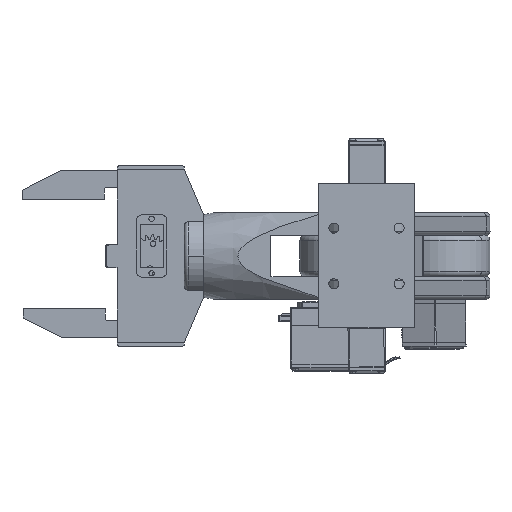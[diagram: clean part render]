
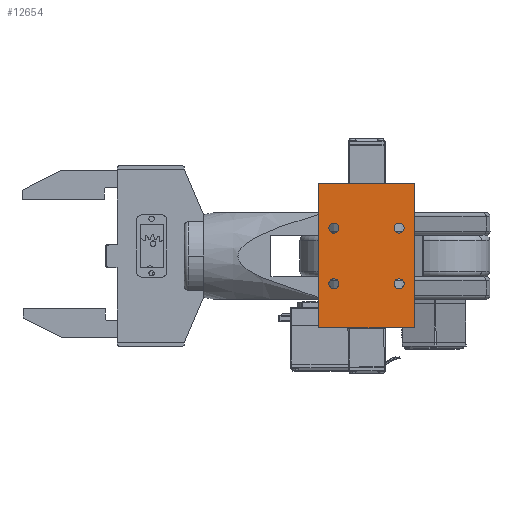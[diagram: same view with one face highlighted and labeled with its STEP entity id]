
A CAD part, front view. The second image highlights one B-rep face of the part: STEP entity #12654.
In plain terms, the highlighted planar face has unit normal (0, -1, 0).
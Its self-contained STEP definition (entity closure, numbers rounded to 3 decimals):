
#393 = EDGE_CURVE ( 'NONE', #65458, #19028, #4460, .T. ) ;
#458 = CIRCLE ( 'NONE', #1654, 2.6 ) ;
#1654 = AXIS2_PLACEMENT_3D ( 'NONE', #44026, #15791, #16151 ) ;
#2269 = DIRECTION ( 'NONE',  ( 0., 1., 0. ) ) ;
#3222 = DIRECTION ( 'NONE',  ( 0., 1., 0. ) ) ;
#4460 = LINE ( 'NONE', #49259, #45426 ) ;
#4840 = DIRECTION ( 'NONE',  ( 0., 1., 0. ) ) ;
#5092 = CARTESIAN_POINT ( 'NONE',  ( 0., 0., 2.5 ) ) ;
#6693 = LINE ( 'NONE', #63242, #13151 ) ;
#7760 = CARTESIAN_POINT ( 'NONE',  ( 0., 0., 80. ) ) ;
#9665 = CIRCLE ( 'NONE', #43619, 2.6 ) ;
#9714 = CIRCLE ( 'NONE', #50777, 2.6 ) ;
#10709 = DIRECTION ( 'NONE',  ( 0., 0., 1. ) ) ;
#11624 = VERTEX_POINT ( 'NONE', #23947 ) ;
#11798 = ORIENTED_EDGE ( 'NONE', *, *, #56750, .T. ) ;
#12654 = ADVANCED_FACE ( 'NONE', ( #70475, #20585, #20231, #42614, #42980 ), #52935, .F. ) ;
#12705 = VECTOR ( 'NONE', #32763, 1000. ) ;
#13151 = VECTOR ( 'NONE', #68362, 1000. ) ;
#13719 = CARTESIAN_POINT ( 'NONE',  ( 42., 0., 54.5 ) ) ;
#14674 = ORIENTED_EDGE ( 'NONE', *, *, #18896, .T. ) ;
#15160 = DIRECTION ( 'NONE',  ( 0., 0., 1. ) ) ;
#15279 = CARTESIAN_POINT ( 'NONE',  ( 8., 0., 22.9 ) ) ;
#15454 = DIRECTION ( 'NONE',  ( 0., 1., 0. ) ) ;
#15735 = CIRCLE ( 'NONE', #56774, 2.6 ) ;
#15791 = DIRECTION ( 'NONE',  ( 0., 1., 0. ) ) ;
#15903 = DIRECTION ( 'NONE',  ( 0., 1., 0. ) ) ;
#16151 = DIRECTION ( 'NONE',  ( 0., 0., 1. ) ) ;
#16235 = CARTESIAN_POINT ( 'NONE',  ( 8., 0., 25.5 ) ) ;
#17040 = EDGE_CURVE ( 'NONE', #35308, #54084, #37073, .T. ) ;
#17732 = ORIENTED_EDGE ( 'NONE', *, *, #57275, .T. ) ;
#18896 = EDGE_CURVE ( 'NONE', #54084, #35308, #15735, .T. ) ;
#19028 = VERTEX_POINT ( 'NONE', #5092 ) ;
#19444 = VERTEX_POINT ( 'NONE', #46697 ) ;
#20222 = EDGE_CURVE ( 'NONE', #68257, #19028, #61073, .T. ) ;
#20231 = FACE_BOUND ( 'NONE', #49482, .T. ) ;
#20585 = FACE_BOUND ( 'NONE', #52721, .T. ) ;
#22080 = EDGE_CURVE ( 'NONE', #19444, #65677, #58509, .T. ) ;
#22171 = DIRECTION ( 'NONE',  ( 0., 0., 1. ) ) ;
#23947 = CARTESIAN_POINT ( 'NONE',  ( 8., 0., 28.1 ) ) ;
#24315 = CARTESIAN_POINT ( 'NONE',  ( 50., 0., 77.5 ) ) ;
#24615 = DIRECTION ( 'NONE',  ( 0., 0., 1. ) ) ;
#24994 = ORIENTED_EDGE ( 'NONE', *, *, #22080, .T. ) ;
#25122 = DIRECTION ( 'NONE',  ( -1., 0., 0. ) ) ;
#26612 = CARTESIAN_POINT ( 'NONE',  ( 8., 0., 57.1 ) ) ;
#26904 = CARTESIAN_POINT ( 'NONE',  ( 0., 0., 80. ) ) ;
#27218 = ORIENTED_EDGE ( 'NONE', *, *, #36774, .F. ) ;
#27446 = VECTOR ( 'NONE', #25122, 1000. ) ;
#28062 = VERTEX_POINT ( 'NONE', #26612 ) ;
#30393 = CARTESIAN_POINT ( 'NONE',  ( 42., 0., 57.1 ) ) ;
#32022 = CARTESIAN_POINT ( 'NONE',  ( 42., 0., 25.5 ) ) ;
#32358 = ORIENTED_EDGE ( 'NONE', *, *, #38874, .T. ) ;
#32763 = DIRECTION ( 'NONE',  ( 0., 0., -1. ) ) ;
#32771 = CIRCLE ( 'NONE', #49218, 2.6 ) ;
#32798 = CARTESIAN_POINT ( 'NONE',  ( 42., 0., 54.5 ) ) ;
#34010 = ORIENTED_EDGE ( 'NONE', *, *, #48749, .T. ) ;
#34062 = ORIENTED_EDGE ( 'NONE', *, *, #38165, .T. ) ;
#35308 = VERTEX_POINT ( 'NONE', #39723 ) ;
#36774 = EDGE_CURVE ( 'NONE', #45211, #65458, #6693, .T. ) ;
#37073 = CIRCLE ( 'NONE', #53513, 2.6 ) ;
#37810 = DIRECTION ( 'NONE',  ( 0., 0., 1. ) ) ;
#38165 = EDGE_CURVE ( 'NONE', #11624, #53803, #9665, .T. ) ;
#38224 = DIRECTION ( 'NONE',  ( 0., 0., 1. ) ) ;
#38260 = DIRECTION ( 'NONE',  ( 0., 0., 1. ) ) ;
#38874 = EDGE_CURVE ( 'NONE', #65677, #19444, #9714, .T. ) ;
#39723 = CARTESIAN_POINT ( 'NONE',  ( 42., 0., 22.9 ) ) ;
#40576 = CARTESIAN_POINT ( 'NONE',  ( 0., 0., 77.5 ) ) ;
#41653 = EDGE_LOOP ( 'NONE', ( #34062, #11798 ) ) ;
#42117 = CARTESIAN_POINT ( 'NONE',  ( 8., 0., 54.5 ) ) ;
#42352 = CARTESIAN_POINT ( 'NONE',  ( 42., 0., 28.1 ) ) ;
#42614 = FACE_BOUND ( 'NONE', #41653, .T. ) ;
#42980 = FACE_OUTER_BOUND ( 'NONE', #64330, .T. ) ;
#43013 = DIRECTION ( 'NONE',  ( -1., 0., 0. ) ) ;
#43619 = AXIS2_PLACEMENT_3D ( 'NONE', #16235, #4840, #38224 ) ;
#44026 = CARTESIAN_POINT ( 'NONE',  ( 8., 0., 25.5 ) ) ;
#44109 = CARTESIAN_POINT ( 'NONE',  ( 42., 0., 25.5 ) ) ;
#45211 = VERTEX_POINT ( 'NONE', #24315 ) ;
#45426 = VECTOR ( 'NONE', #43013, 1000. ) ;
#45496 = EDGE_LOOP ( 'NONE', ( #55957, #34010 ) ) ;
#46697 = CARTESIAN_POINT ( 'NONE',  ( 42., 0., 51.9 ) ) ;
#47063 = CARTESIAN_POINT ( 'NONE',  ( 50., 0., 2.5 ) ) ;
#47956 = VERTEX_POINT ( 'NONE', #52975 ) ;
#48749 = EDGE_CURVE ( 'NONE', #47956, #28062, #32771, .T. ) ;
#49218 = AXIS2_PLACEMENT_3D ( 'NONE', #42117, #3222, #22171 ) ;
#49259 = CARTESIAN_POINT ( 'NONE',  ( 58.9, 0., 2.5 ) ) ;
#49482 = EDGE_LOOP ( 'NONE', ( #14674, #50494 ) ) ;
#50494 = ORIENTED_EDGE ( 'NONE', *, *, #17040, .T. ) ;
#50777 = AXIS2_PLACEMENT_3D ( 'NONE', #32798, #55970, #54894 ) ;
#52721 = EDGE_LOOP ( 'NONE', ( #32358, #24994 ) ) ;
#52935 = PLANE ( 'NONE',  #65277 ) ;
#52975 = CARTESIAN_POINT ( 'NONE',  ( 8., 0., 51.9 ) ) ;
#53091 = CARTESIAN_POINT ( 'NONE',  ( 58.9, 0., 77.5 ) ) ;
#53513 = AXIS2_PLACEMENT_3D ( 'NONE', #32022, #15903, #38260 ) ;
#53803 = VERTEX_POINT ( 'NONE', #15279 ) ;
#54079 = CIRCLE ( 'NONE', #63288, 2.6 ) ;
#54084 = VERTEX_POINT ( 'NONE', #42352 ) ;
#54894 = DIRECTION ( 'NONE',  ( 0., 0., 1. ) ) ;
#55957 = ORIENTED_EDGE ( 'NONE', *, *, #62306, .T. ) ;
#55970 = DIRECTION ( 'NONE',  ( 0., 1., 0. ) ) ;
#56750 = EDGE_CURVE ( 'NONE', #53803, #11624, #458, .T. ) ;
#56774 = AXIS2_PLACEMENT_3D ( 'NONE', #44109, #60999, #10709 ) ;
#57275 = EDGE_CURVE ( 'NONE', #45211, #68257, #69547, .T. ) ;
#57643 = ORIENTED_EDGE ( 'NONE', *, *, #393, .F. ) ;
#58509 = CIRCLE ( 'NONE', #66694, 2.6 ) ;
#60715 = ORIENTED_EDGE ( 'NONE', *, *, #20222, .T. ) ;
#60999 = DIRECTION ( 'NONE',  ( 0., 1., 0. ) ) ;
#61073 = LINE ( 'NONE', #26904, #12705 ) ;
#62306 = EDGE_CURVE ( 'NONE', #28062, #47956, #54079, .T. ) ;
#63242 = CARTESIAN_POINT ( 'NONE',  ( 50., 0., 80. ) ) ;
#63288 = AXIS2_PLACEMENT_3D ( 'NONE', #71179, #15454, #37810 ) ;
#64330 = EDGE_LOOP ( 'NONE', ( #60715, #57643, #27218, #17732 ) ) ;
#65277 = AXIS2_PLACEMENT_3D ( 'NONE', #7760, #2269, #24615 ) ;
#65405 = DIRECTION ( 'NONE',  ( 0., 1., 0. ) ) ;
#65458 = VERTEX_POINT ( 'NONE', #47063 ) ;
#65677 = VERTEX_POINT ( 'NONE', #30393 ) ;
#66694 = AXIS2_PLACEMENT_3D ( 'NONE', #13719, #65405, #15160 ) ;
#68257 = VERTEX_POINT ( 'NONE', #40576 ) ;
#68362 = DIRECTION ( 'NONE',  ( 0., 0., -1. ) ) ;
#69547 = LINE ( 'NONE', #53091, #27446 ) ;
#70475 = FACE_BOUND ( 'NONE', #45496, .T. ) ;
#71179 = CARTESIAN_POINT ( 'NONE',  ( 8., 0., 54.5 ) ) ;
